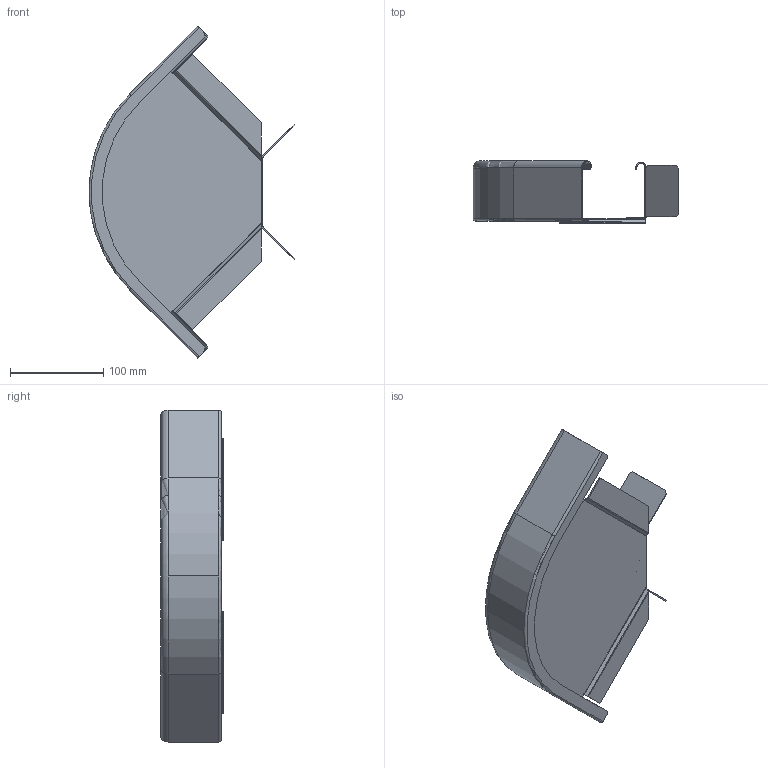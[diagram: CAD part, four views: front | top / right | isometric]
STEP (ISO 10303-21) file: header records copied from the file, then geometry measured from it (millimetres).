
FILE_DESCRIPTION((''),'2;1');
FILE_NAME('6043208_ORG_ASM','2012-06-21T',('AndreasKeweloh'),(''),'PRO/ENGINEER BY PARAMETRIC TECHNOLOGY CORPORATION, 2012060','PRO/ENGINEER BY PARAMETRIC TECHNOLOGY CORPORATION, 2012060','');
FILE_SCHEMA(('CONFIG_CONTROL_DESIGN'));
Length unit declared in the file: millimetre
Products named in the file (6): AUSSENHOLM-60; WINKELVERBINDER; WINKELVERBINDER-60_ASM; BODENBLECH-90_S_0-150; BOGEN-90_S_0-60X150_ASM; 6043208_ORG_ASM
Assembly tree (5 placements, depth 4):
  6043208_ORG_ASM
    BOGEN-90_S_0-60X150_ASM
      AUSSENHOLM-60
      WINKELVERBINDER-60_ASM
        WINKELVERBINDER
      BODENBLECH-90_S_0-150
Bounding box: 220.5 x 66.75 x 355.67 mm (x, y, z)
Volume: 104081.3 mm3; surface area: 185057.1 mm2
Topology: 3 solids, 3 shells, 131 faces, 342 edges, 214 vertices
Faces by surface type: plane 71, cylinder 37, bspline 14, torus 5, cone 4
Entity records: 5167 total; most frequent: CARTESIAN_POINT 1864, ORIENTED_EDGE 678, DIRECTION 642, EDGE_CURVE 339, VECTOR 234, LINE 234, VERTEX_POINT 214, AXIS2_PLACEMENT_3D 204
